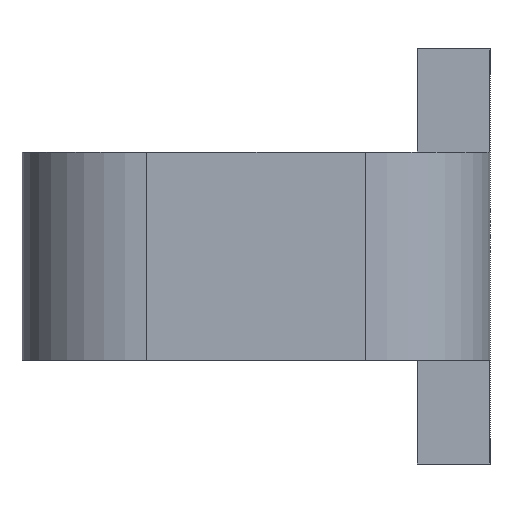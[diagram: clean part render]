
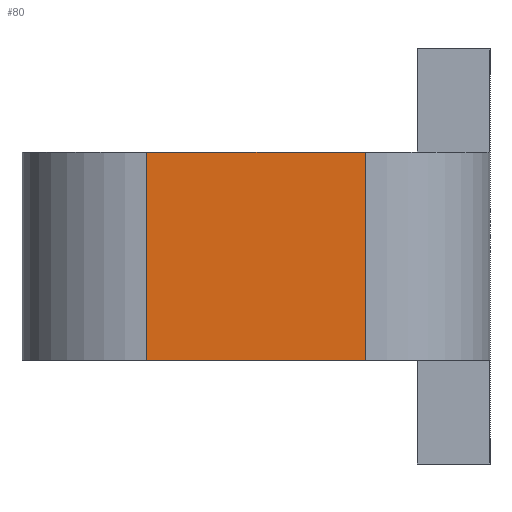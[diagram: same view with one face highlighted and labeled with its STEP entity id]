
A CAD part, left-side view. The second image highlights one B-rep face of the part: STEP entity #80.
In plain terms, the highlighted planar face has unit normal (-1, 0, 0).
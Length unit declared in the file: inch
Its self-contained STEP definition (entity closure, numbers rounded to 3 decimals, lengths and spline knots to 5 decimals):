
#2 = LINE ( 'NONE', #992, #43 ) ;
#26 = DIRECTION ( 'NONE',  ( 0., 0., -1. ) ) ;
#43 = VECTOR ( 'NONE', #171, 39.37008 ) ;
#52 = AXIS2_PLACEMENT_3D ( 'NONE', #294, #999, #378 ) ;
#56 = CARTESIAN_POINT ( 'NONE',  ( -0.075, 0.024, 0.04 ) ) ;
#80 = ADVANCED_FACE ( 'NONE', ( #418 ), #459, .T. ) ;
#141 = VECTOR ( 'NONE', #26, 39.37008 ) ;
#171 = DIRECTION ( 'NONE',  ( 0., 1., 0. ) ) ;
#178 = ORIENTED_EDGE ( 'NONE', *, *, #678, .T. ) ;
#206 = CARTESIAN_POINT ( 'NONE',  ( -0.075, 0.066, -0.02 ) ) ;
#224 = DIRECTION ( 'NONE',  ( 0., 0., -1. ) ) ;
#278 = ORIENTED_EDGE ( 'NONE', *, *, #788, .F. ) ;
#294 = CARTESIAN_POINT ( 'NONE',  ( -0.075, 0.024, 0.04 ) ) ;
#295 = CARTESIAN_POINT ( 'NONE',  ( -0.075, 0.024, -0.02 ) ) ;
#304 = VERTEX_POINT ( 'NONE', #426 ) ;
#378 = DIRECTION ( 'NONE',  ( 0., 0., 1. ) ) ;
#403 = VECTOR ( 'NONE', #224, 39.37008 ) ;
#418 = FACE_OUTER_BOUND ( 'NONE', #751, .T. ) ;
#426 = CARTESIAN_POINT ( 'NONE',  ( -0.075, 0.024, 0.02 ) ) ;
#459 = PLANE ( 'NONE',  #52 ) ;
#499 = ORIENTED_EDGE ( 'NONE', *, *, #567, .T. ) ;
#547 = EDGE_CURVE ( 'NONE', #304, #658, #2, .T. ) ;
#563 = VERTEX_POINT ( 'NONE', #206 ) ;
#567 = EDGE_CURVE ( 'NONE', #563, #834, #878, .T. ) ;
#638 = LINE ( 'NONE', #1001, #403 ) ;
#656 = CARTESIAN_POINT ( 'NONE',  ( -0.075, 0.066, 0.02 ) ) ;
#658 = VERTEX_POINT ( 'NONE', #656 ) ;
#678 = EDGE_CURVE ( 'NONE', #658, #563, #638, .T. ) ;
#702 = DIRECTION ( 'NONE',  ( 0., -1., 0. ) ) ;
#751 = EDGE_LOOP ( 'NONE', ( #499, #278, #793, #178 ) ) ;
#788 = EDGE_CURVE ( 'NONE', #304, #834, #1072, .T. ) ;
#793 = ORIENTED_EDGE ( 'NONE', *, *, #547, .T. ) ;
#834 = VERTEX_POINT ( 'NONE', #295 ) ;
#878 = LINE ( 'NONE', #1050, #1070 ) ;
#992 = CARTESIAN_POINT ( 'NONE',  ( -0.075, 0.29011, 0.02 ) ) ;
#999 = DIRECTION ( 'NONE',  ( -1., 0., 0. ) ) ;
#1001 = CARTESIAN_POINT ( 'NONE',  ( -0.075, 0.066, 0.04 ) ) ;
#1050 = CARTESIAN_POINT ( 'NONE',  ( -0.075, 0.29011, -0.02 ) ) ;
#1070 = VECTOR ( 'NONE', #702, 39.37008 ) ;
#1072 = LINE ( 'NONE', #56, #141 ) ;
